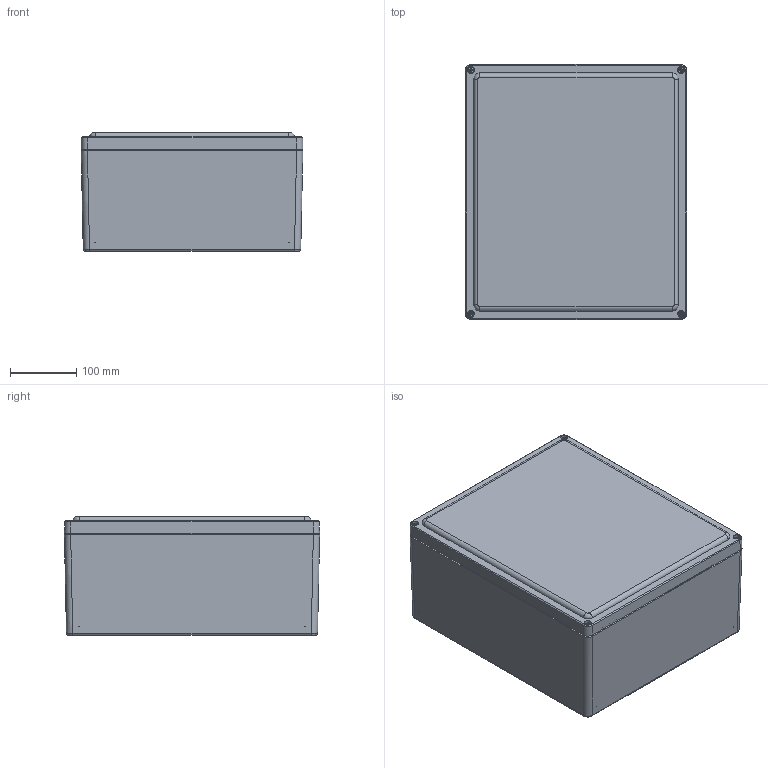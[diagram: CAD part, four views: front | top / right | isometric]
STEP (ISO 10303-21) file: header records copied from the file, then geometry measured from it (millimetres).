
FILE_DESCRIPTION (( 'STEP AP214' ), '1' );
FILE_NAME ('CE1513W.STEP', '2018-11-08T22:46:16', ( '' ), ( '' ), 'SwSTEP 2.0', 'SolidWorks 2018', '' );
FILE_SCHEMA (( 'AUTOMOTIVE_DESIGN' ));
Length unit declared in the file: inch
Products named in the file (1): CE1513W
Bounding box: 335.79 x 386.59 x 180.19 mm (x, y, z)
Volume: 2276107.7 mm3; surface area: 1080791.4 mm2
Topology: 24 solids, 24 shells, 1127 faces, 2798 edges, 1710 vertices
Faces by surface type: plane 453, cylinder 306, bspline 200, cone 156, torus 12
Full cylindrical faces by diameter (mm): 3.683 x4, 3.962 x4, 3.969 x4, 4.826 x4, 4.86 x4, 5.556 x4, 5.842 x4, 7.112 x4, 7.144 x16, 7.937 x4, 9.24 x4, 9.525 x4, 10.319 x4, 13.494 x8
Entity records: 57383 total; most frequent: CARTESIAN_POINT 17680, ORIENTED_EDGE 5272, DIRECTION 4779, EDGE_CURVE 2636, AXIS2_PLACEMENT_3D 1728, VERTEX_POINT 1686, LINE 1323, VECTOR 1323
